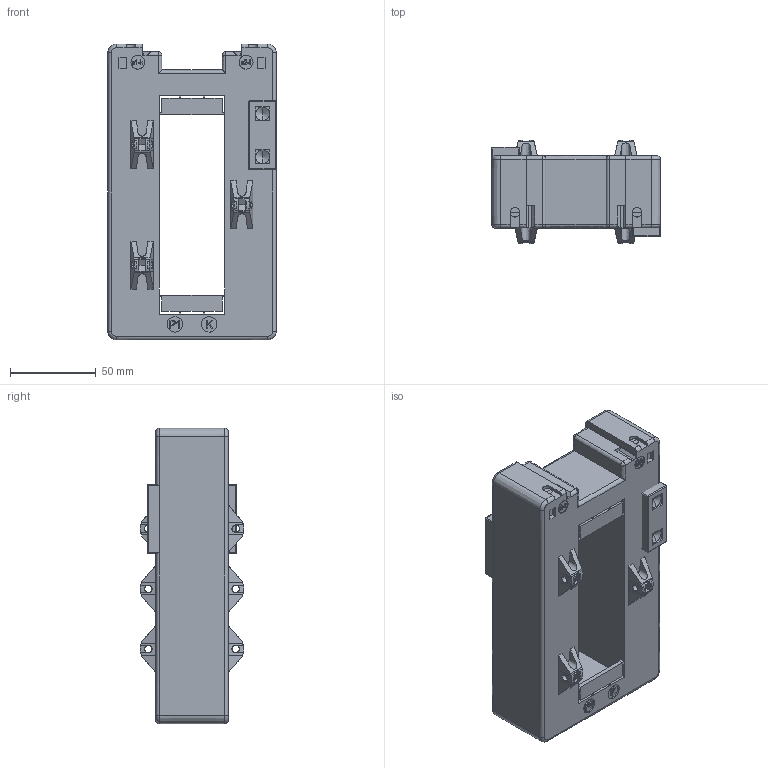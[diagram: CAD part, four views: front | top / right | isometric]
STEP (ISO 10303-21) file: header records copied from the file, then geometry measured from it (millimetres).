
FILE_DESCRIPTION(/* description */ (''),/* implementation_level */ '2;1');
FILE_NAME(/* name */ 'TAT126',/* time_stamp */ '2011-05-24T15:09:31+02:00',/* author */ (''),/* organization */ (''),/* preprocessor_version */ 'ST-DEVELOPER v8',/* originating_system */ '',/* authorisation */ '');
FILE_SCHEMA (('CONFIG_CONTROL_DESIGN'));
Length unit declared in the file: millimetre
Products named in the file (1): 1
Bounding box: 98 x 60.19 x 172 mm (x, y, z)
Volume: 496848.1 mm3; surface area: 78163.6 mm2
Topology: 22 solids, 22 shells, 768 faces, 2018 edges, 1278 vertices
Faces by surface type: bspline 768
Entity records: 25395 total; most frequent: CARTESIAN_POINT 13435, ORIENTED_EDGE 4020, EDGE_CURVE 2010, B_SPLINE_CURVE_WITH_KNOTS 1554, VERTEX_POINT 1302, EDGE_LOOP 812, ADVANCED_FACE 768, FACE_OUTER_BOUND 768
